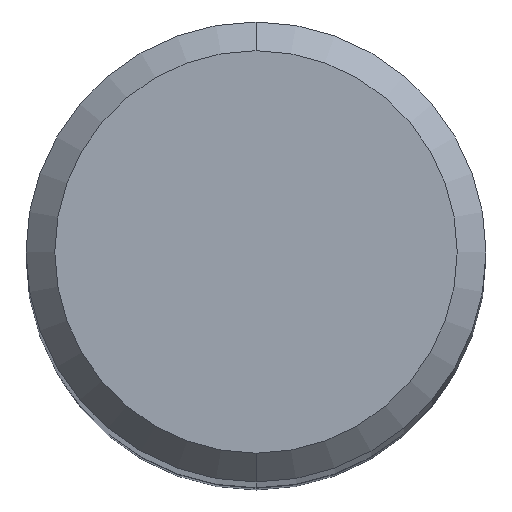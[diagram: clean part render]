
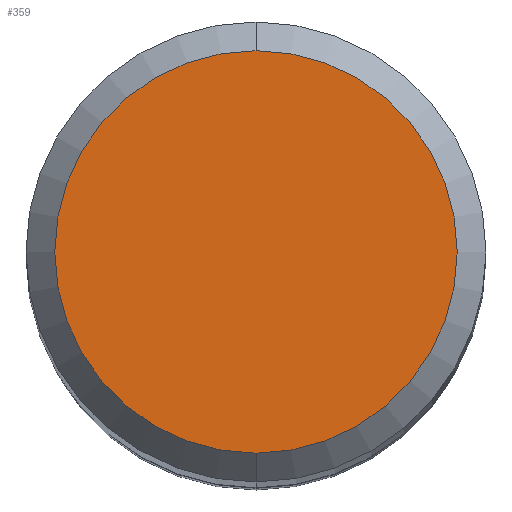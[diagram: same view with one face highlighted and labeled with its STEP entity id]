
A CAD part, top view. The second image highlights one B-rep face of the part: STEP entity #359.
In plain terms, the highlighted planar face has unit normal (0, 0, 1).
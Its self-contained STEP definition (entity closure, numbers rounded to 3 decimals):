
#239=VERTEX_POINT('',#627);
#273=VERTEX_POINT('',#668);
#327=EDGE_CURVE('',#239,#273,#725,.T.);
#359=ADVANCED_FACE('',(#760),#761,.T.);
#399=EDGE_CURVE('',#273,#239,#810,.T.);
#627=CARTESIAN_POINT('',(0.,-2.8,0.0));
#668=CARTESIAN_POINT('',(0.0,2.8,0.0));
#725=CIRCLE('',#1206,2.8);
#760=FACE_OUTER_BOUND('',#1261,.T.);
#761=PLANE('',#1262);
#810=CIRCLE('',#1322,2.8);
#1206=AXIS2_PLACEMENT_3D('',#1906,#1907,#1908);
#1261=EDGE_LOOP('',(#1951,#1952));
#1262=AXIS2_PLACEMENT_3D('',#1953,#1954,#1955);
#1322=AXIS2_PLACEMENT_3D('',#2048,#2049,#2050);
#1906=CARTESIAN_POINT('',(0.0,0.0,0.0));
#1907=DIRECTION('',(0.0,0.0,-1.0));
#1908=DIRECTION('',(0.0,1.0,0.0));
#1951=ORIENTED_EDGE('',*,*,#399,.F.);
#1952=ORIENTED_EDGE('',*,*,#327,.F.);
#1953=CARTESIAN_POINT('',(0.0,1.4,0.0));
#1954=DIRECTION('',(-0.0,0.0,1.0));
#1955=DIRECTION('',(0.0,-1.0,0.0));
#2048=CARTESIAN_POINT('',(0.0,0.0,0.0));
#2049=DIRECTION('',(0.0,0.0,-1.0));
#2050=DIRECTION('',(0.0,1.0,0.0));
